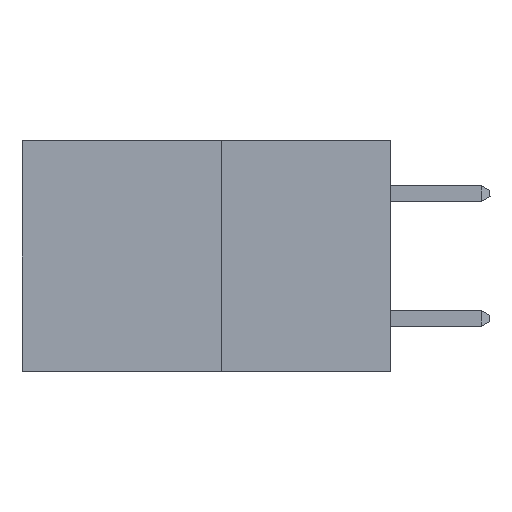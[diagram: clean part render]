
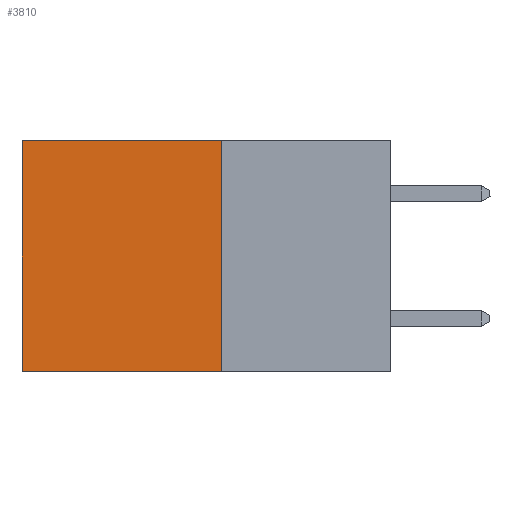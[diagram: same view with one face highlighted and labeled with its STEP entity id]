
A CAD part, left-side view. The second image highlights one B-rep face of the part: STEP entity #3810.
In plain terms, the highlighted planar face has unit normal (-1, 0, 0).
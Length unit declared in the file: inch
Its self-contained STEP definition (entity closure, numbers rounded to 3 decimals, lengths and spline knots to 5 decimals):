
#1026 = VECTOR ( 'NONE', #17497, 39.37008 ) ;
#2064 = DIRECTION ( 'NONE',  ( 0., 0., -1. ) ) ;
#2389 = CARTESIAN_POINT ( 'NONE',  ( 0.277, 0.27, -0.37 ) ) ;
#2814 = LINE ( 'NONE', #18085, #8528 ) ;
#3292 = LINE ( 'NONE', #12313, #20828 ) ;
#3662 = EDGE_CURVE ( 'NONE', #13510, #11864, #25610, .T. ) ;
#3810 = ADVANCED_FACE ( 'NONE', ( #16412 ), #13102, .F. ) ;
#4219 = EDGE_CURVE ( 'NONE', #9313, #13510, #7681, .T. ) ;
#5054 = CARTESIAN_POINT ( 'NONE',  ( 0.277, 0.27, -0.37 ) ) ;
#5473 = EDGE_LOOP ( 'NONE', ( #30178, #14239, #21482, #6366 ) ) ;
#6366 = ORIENTED_EDGE ( 'NONE', *, *, #24271, .T. ) ;
#7681 = LINE ( 'NONE', #2389, #13241 ) ;
#8528 = VECTOR ( 'NONE', #22905, 39.37008 ) ;
#9313 = VERTEX_POINT ( 'NONE', #30365 ) ;
#11864 = VERTEX_POINT ( 'NONE', #27576 ) ;
#12313 = CARTESIAN_POINT ( 'NONE',  ( 0.277, 0.27, 0. ) ) ;
#12405 = DIRECTION ( 'NONE',  ( 0., 1., 0. ) ) ;
#13009 = DIRECTION ( 'NONE',  ( 0., 0., -1. ) ) ;
#13077 = DIRECTION ( 'NONE',  ( 1., 0., 0. ) ) ;
#13102 = PLANE ( 'NONE',  #28604 ) ;
#13141 = CARTESIAN_POINT ( 'NONE',  ( 0.277, 0.27, -0.37 ) ) ;
#13241 = VECTOR ( 'NONE', #2064, 39.37008 ) ;
#13510 = VERTEX_POINT ( 'NONE', #5054 ) ;
#14239 = ORIENTED_EDGE ( 'NONE', *, *, #3662, .F. ) ;
#16412 = FACE_OUTER_BOUND ( 'NONE', #5473, .T. ) ;
#17497 = DIRECTION ( 'NONE',  ( 0., 1., 0. ) ) ;
#17603 = CARTESIAN_POINT ( 'NONE',  ( 0.277, 0.27, -0.37 ) ) ;
#18085 = CARTESIAN_POINT ( 'NONE',  ( 0.277, 0.59, -0.37 ) ) ;
#18973 = CARTESIAN_POINT ( 'NONE',  ( 0.277, 0.59, 0. ) ) ;
#20828 = VECTOR ( 'NONE', #12405, 39.37008 ) ;
#21482 = ORIENTED_EDGE ( 'NONE', *, *, #4219, .F. ) ;
#22905 = DIRECTION ( 'NONE',  ( 0., 0., -1. ) ) ;
#24271 = EDGE_CURVE ( 'NONE', #9313, #27573, #3292, .T. ) ;
#25610 = LINE ( 'NONE', #17603, #1026 ) ;
#25853 = EDGE_CURVE ( 'NONE', #27573, #11864, #2814, .T. ) ;
#27573 = VERTEX_POINT ( 'NONE', #18973 ) ;
#27576 = CARTESIAN_POINT ( 'NONE',  ( 0.277, 0.59, -0.37 ) ) ;
#28604 = AXIS2_PLACEMENT_3D ( 'NONE', #13141, #13077, #13009 ) ;
#30178 = ORIENTED_EDGE ( 'NONE', *, *, #25853, .T. ) ;
#30365 = CARTESIAN_POINT ( 'NONE',  ( 0.277, 0.27, 0. ) ) ;
